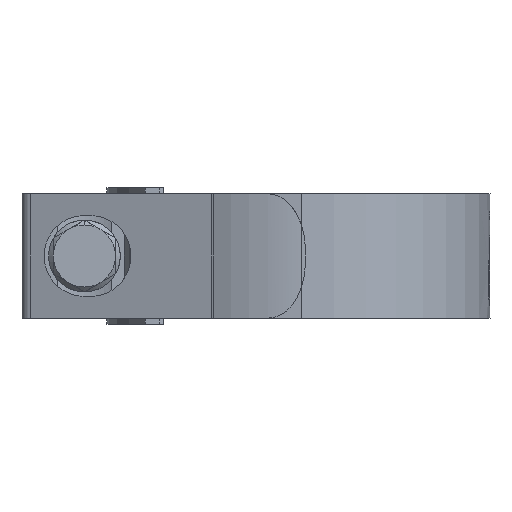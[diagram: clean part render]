
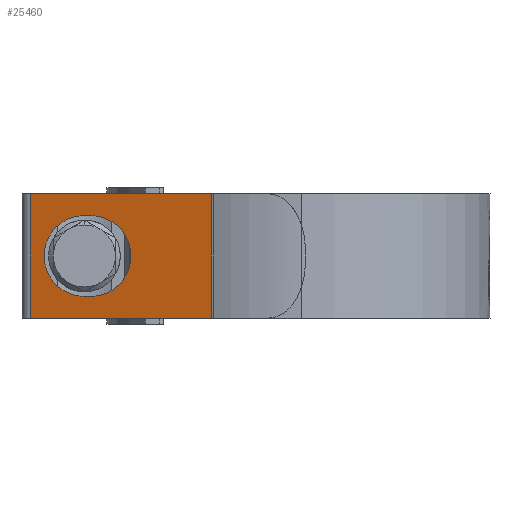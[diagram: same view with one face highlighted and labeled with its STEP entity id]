
A CAD part, left-side view. The second image highlights one B-rep face of the part: STEP entity #25460.
In plain terms, the highlighted planar face has unit normal (-0.951, 0.308, 0).
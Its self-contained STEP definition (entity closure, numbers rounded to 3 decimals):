
#608 = LINE ( 'NONE', #1315, #20600 ) ;
#676 = CARTESIAN_POINT ( 'NONE',  ( -17.067, 47.916, 6.5 ) ) ;
#726 = EDGE_CURVE ( 'NONE', #7906, #25487, #23627, .T. ) ;
#1299 = PLANE ( 'NONE',  #7464 ) ;
#1315 = CARTESIAN_POINT ( 'NONE',  ( -18.448, 43.655, 10. ) ) ;
#2613 = LINE ( 'NONE', #36024, #15368 ) ;
#3979 = VECTOR ( 'NONE', #9202, 1000. ) ;
#4309 = EDGE_CURVE ( 'NONE', #9352, #21527, #12478, .T. ) ;
#4498 = ORIENTED_EDGE ( 'NONE', *, *, #12430, .F. ) ;
#4997 = EDGE_LOOP ( 'NONE', ( #10584, #12460, #30498, #4498 ) ) ;
#5686 = LINE ( 'NONE', #22034, #30381 ) ;
#6084 = FACE_BOUND ( 'NONE', #4997, .T. ) ;
#6408 = CARTESIAN_POINT ( 'NONE',  ( -18.448, 43.655, -10. ) ) ;
#7464 = AXIS2_PLACEMENT_3D ( 'NONE', #17276, #15062, #34345 ) ;
#7906 = VERTEX_POINT ( 'NONE', #8049 ) ;
#8011 = CARTESIAN_POINT ( 'NONE',  ( -27.91, 14.443, 6.5 ) ) ;
#8049 = CARTESIAN_POINT ( 'NONE',  ( -21.278, 34.916, 6.5 ) ) ;
#8298 = CARTESIAN_POINT ( 'NONE',  ( -21.602, 33.916, 6.5 ) ) ;
#8684 = CARTESIAN_POINT ( 'NONE',  ( -25.813, 20.916, -6.5 ) ) ;
#9202 = DIRECTION ( 'NONE',  ( -0.308, -0.951, 0. ) ) ;
#9352 = VERTEX_POINT ( 'NONE', #16573 ) ;
#9375 = CARTESIAN_POINT ( 'NONE',  ( -21.278, 34.916, -6.5 ) ) ;
#10584 = ORIENTED_EDGE ( 'NONE', *, *, #17582, .F. ) ;
#10759 = LINE ( 'NONE', #8011, #29806 ) ;
#11114 = CARTESIAN_POINT ( 'NONE',  ( -21.602, 33.916, -6.5 ) ) ;
#11222 = DIRECTION ( 'NONE',  ( -0.308, -0.951, 0. ) ) ;
#12430 = EDGE_CURVE ( 'NONE', #25273, #7906, #10759, .T. ) ;
#12460 = ORIENTED_EDGE ( 'NONE', *, *, #28329, .F. ) ;
#12478 = LINE ( 'NONE', #15793, #14479 ) ;
#12653 = ORIENTED_EDGE ( 'NONE', *, *, #27669, .F. ) ;
#12911 =( BOUNDED_CURVE ( )  B_SPLINE_CURVE ( 3, ( #33655, #8684, #30728, #33477 ),
 .UNSPECIFIED., .F., .F. ) 
 B_SPLINE_CURVE_WITH_KNOTS ( ( 4, 4 ),
 ( 4.712, 7.854 ),
 .UNSPECIFIED. ) 
 CURVE ( )  GEOMETRIC_REPRESENTATION_ITEM ( )  RATIONAL_B_SPLINE_CURVE ( ( 1., 0.333, 0.333, 1. ) ) 
 REPRESENTATION_ITEM ( '' )  );
#14335 = ORIENTED_EDGE ( 'NONE', *, *, #22562, .T. ) ;
#14479 = VECTOR ( 'NONE', #35803, 1000. ) ;
#14787 = VERTEX_POINT ( 'NONE', #33006 ) ;
#15062 = DIRECTION ( 'NONE',  ( 0.951, -0.308, 0. ) ) ;
#15241 = LINE ( 'NONE', #29210, #3979 ) ;
#15368 = VECTOR ( 'NONE', #11222, 1000. ) ;
#15497 = EDGE_CURVE ( 'NONE', #14787, #28440, #608, .T. ) ;
#15793 = CARTESIAN_POINT ( 'NONE',  ( -27.91, 14.443, 10. ) ) ;
#16573 = CARTESIAN_POINT ( 'NONE',  ( -27.91, 14.443, 10. ) ) ;
#17276 = CARTESIAN_POINT ( 'NONE',  ( -27.91, 14.443, 10. ) ) ;
#17363 = CARTESIAN_POINT ( 'NONE',  ( -21.278, 34.916, 6.5 ) ) ;
#17582 = EDGE_CURVE ( 'NONE', #34471, #25273, #12911, .T. ) ;
#20299 = CARTESIAN_POINT ( 'NONE',  ( -21.278, 34.916, -6.5 ) ) ;
#20600 = VECTOR ( 'NONE', #23693, 1000. ) ;
#21527 = VERTEX_POINT ( 'NONE', #36331 ) ;
#22034 = CARTESIAN_POINT ( 'NONE',  ( -27.91, 14.443, -6.5 ) ) ;
#22218 = DIRECTION ( 'NONE',  ( -0.308, -0.951, 0. ) ) ;
#22513 = CARTESIAN_POINT ( 'NONE',  ( -17.067, 47.916, -6.5 ) ) ;
#22562 = EDGE_CURVE ( 'NONE', #28440, #21527, #2613, .T. ) ;
#23194 = EDGE_LOOP ( 'NONE', ( #14335, #34674, #12653, #33481 ) ) ;
#23627 =( BOUNDED_CURVE ( )  B_SPLINE_CURVE ( 3, ( #17363, #676, #22513, #20299 ),
 .UNSPECIFIED., .F., .F. ) 
 B_SPLINE_CURVE_WITH_KNOTS ( ( 4, 4 ),
 ( 1.571, 4.712 ),
 .UNSPECIFIED. ) 
 CURVE ( )  GEOMETRIC_REPRESENTATION_ITEM ( )  RATIONAL_B_SPLINE_CURVE ( ( 1., 0.333, 0.333, 1. ) ) 
 REPRESENTATION_ITEM ( '' )  );
#23693 = DIRECTION ( 'NONE',  ( 0., 0., -1. ) ) ;
#25273 = VERTEX_POINT ( 'NONE', #8298 ) ;
#25460 = ADVANCED_FACE ( 'NONE', ( #29206, #6084 ), #1299, .F. ) ;
#25487 = VERTEX_POINT ( 'NONE', #9375 ) ;
#27669 = EDGE_CURVE ( 'NONE', #14787, #9352, #15241, .T. ) ;
#28329 = EDGE_CURVE ( 'NONE', #25487, #34471, #5686, .T. ) ;
#28440 = VERTEX_POINT ( 'NONE', #6408 ) ;
#29206 = FACE_OUTER_BOUND ( 'NONE', #23194, .T. ) ;
#29210 = CARTESIAN_POINT ( 'NONE',  ( -27.91, 14.443, 10. ) ) ;
#29806 = VECTOR ( 'NONE', #32630, 1000. ) ;
#30381 = VECTOR ( 'NONE', #22218, 1000. ) ;
#30498 = ORIENTED_EDGE ( 'NONE', *, *, #726, .F. ) ;
#30728 = CARTESIAN_POINT ( 'NONE',  ( -25.813, 20.916, 6.5 ) ) ;
#32630 = DIRECTION ( 'NONE',  ( 0.308, 0.951, 0. ) ) ;
#33006 = CARTESIAN_POINT ( 'NONE',  ( -18.448, 43.655, 10. ) ) ;
#33477 = CARTESIAN_POINT ( 'NONE',  ( -21.602, 33.916, 6.5 ) ) ;
#33481 = ORIENTED_EDGE ( 'NONE', *, *, #15497, .T. ) ;
#33655 = CARTESIAN_POINT ( 'NONE',  ( -21.602, 33.916, -6.5 ) ) ;
#34345 = DIRECTION ( 'NONE',  ( 0.308, 0.951, 0. ) ) ;
#34471 = VERTEX_POINT ( 'NONE', #11114 ) ;
#34674 = ORIENTED_EDGE ( 'NONE', *, *, #4309, .F. ) ;
#35803 = DIRECTION ( 'NONE',  ( 0., 0., -1. ) ) ;
#36024 = CARTESIAN_POINT ( 'NONE',  ( -27.91, 14.443, -10. ) ) ;
#36331 = CARTESIAN_POINT ( 'NONE',  ( -27.91, 14.443, -10. ) ) ;
